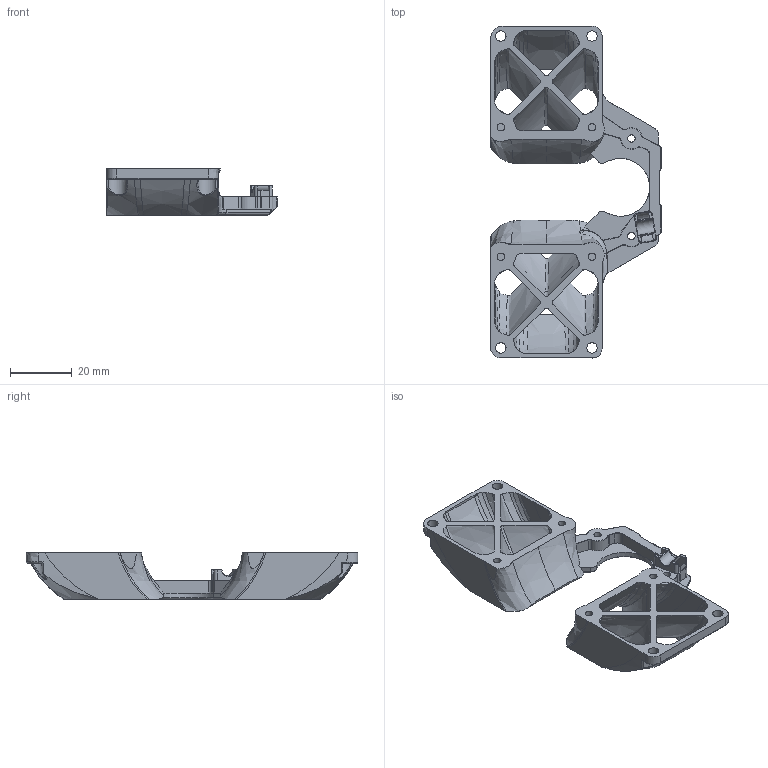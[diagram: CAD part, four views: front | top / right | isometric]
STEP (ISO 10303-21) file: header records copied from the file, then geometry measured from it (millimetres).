
FILE_DESCRIPTION(/* description */ (''),/* implementation_level */ '2;1');
FILE_NAME(/* name */ 'Jaguar SLM Duct.step',/* time_stamp */ '2024-05-02T14:23:44-04:00',/* author */ (''),/* organization */ (''),/* preprocessor_version */ 'ST-DEVELOPER v20',/* originating_system */ 'Autodesk Translation Framework v12.20.1.177',/* authorisation */ '');
FILE_SCHEMA (('AUTOMOTIVE_DESIGN { 1 0 10303 214 3 1 1 }'));
Length unit declared in the file: millimetre
Products named in the file (1): Jaguar SLM Duct 
Bounding box: 55.16 x 107.4 x 15 mm (x, y, z)
Volume: 15533.3 mm3; surface area: 16484.3 mm2
Topology: 1 solids, 1 shells, 363 faces, 1089 edges, 726 vertices
Faces by surface type: bspline 177, cylinder 88, plane 61, torus 28, cone 5, sphere 4
Full cylindrical faces by diameter (mm): 2.4 x6, 3.4 x4
Entity records: 26580 total; most frequent: CARTESIAN_POINT 18018, ORIENTED_EDGE 2172, DIRECTION 1202, EDGE_CURVE 1086, VERTEX_POINT 726, B_SPLINE_CURVE_WITH_KNOTS 539, AXIS2_PLACEMENT_3D 468, EDGE_LOOP 394
